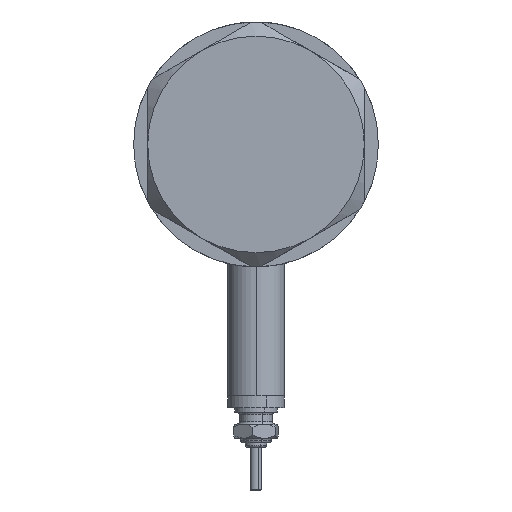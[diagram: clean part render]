
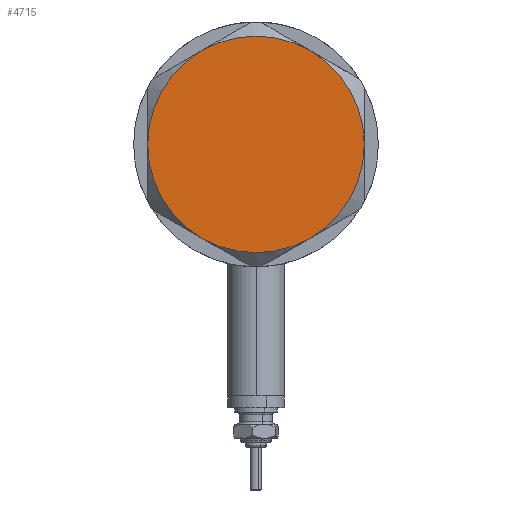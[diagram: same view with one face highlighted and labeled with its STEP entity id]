
A CAD part, left-side view. The second image highlights one B-rep face of the part: STEP entity #4715.
In plain terms, the highlighted face is planar.
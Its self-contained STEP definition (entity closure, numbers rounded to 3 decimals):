
#15 = AXIS2_PLACEMENT_3D ( 'NONE', #5987, #127, #220 ) ;
#127 = DIRECTION ( 'NONE',  ( 0., 0., 1. ) ) ;
#152 = ORIENTED_EDGE ( 'NONE', *, *, #1003, .T. ) ;
#220 = DIRECTION ( 'NONE',  ( 1., 0., 0. ) ) ;
#304 = CARTESIAN_POINT ( 'NONE',  ( -11.5, 19.919, 9. ) ) ;
#409 = CARTESIAN_POINT ( 'NONE',  ( 0., 0., 9. ) ) ;
#527 = ORIENTED_EDGE ( 'NONE', *, *, #4470, .T. ) ;
#529 = DIRECTION ( 'NONE',  ( 1., 0., 0. ) ) ;
#560 = EDGE_CURVE ( 'NONE', #3575, #2107, #3912, .T. ) ;
#576 = ORIENTED_EDGE ( 'NONE', *, *, #1038, .T. ) ;
#697 = CARTESIAN_POINT ( 'NONE',  ( 0., 0., 9. ) ) ;
#842 = CIRCLE ( 'NONE', #4421, 23. ) ;
#844 = DIRECTION ( 'NONE',  ( 0., 0., 1. ) ) ;
#892 = DIRECTION ( 'NONE',  ( 1., 0., 0. ) ) ;
#919 = CARTESIAN_POINT ( 'NONE',  ( -11.5, -19.919, 9. ) ) ;
#1003 = EDGE_CURVE ( 'NONE', #2107, #1867, #2786, .T. ) ;
#1038 = EDGE_CURVE ( 'NONE', #3870, #1281, #842, .T. ) ;
#1073 = DIRECTION ( 'NONE',  ( 0., 0., 1. ) ) ;
#1074 = CARTESIAN_POINT ( 'NONE',  ( 11.5, -19.919, 9. ) ) ;
#1267 = CIRCLE ( 'NONE', #2290, 23. ) ;
#1281 = VERTEX_POINT ( 'NONE', #919 ) ;
#1500 = VERTEX_POINT ( 'NONE', #1074 ) ;
#1627 = CARTESIAN_POINT ( 'NONE',  ( 0., 0., 9. ) ) ;
#1651 = AXIS2_PLACEMENT_3D ( 'NONE', #1986, #3949, #2018 ) ;
#1677 = AXIS2_PLACEMENT_3D ( 'NONE', #4122, #844, #5781 ) ;
#1761 = CARTESIAN_POINT ( 'NONE',  ( 11.5, 19.919, 9. ) ) ;
#1787 = CIRCLE ( 'NONE', #5474, 23. ) ;
#1847 = DIRECTION ( 'NONE',  ( 0., 0., 1. ) ) ;
#1867 = VERTEX_POINT ( 'NONE', #304 ) ;
#1986 = CARTESIAN_POINT ( 'NONE',  ( 0., 0., 9. ) ) ;
#2018 = DIRECTION ( 'NONE',  ( 1., 0., 0. ) ) ;
#2107 = VERTEX_POINT ( 'NONE', #1761 ) ;
#2161 = FACE_OUTER_BOUND ( 'NONE', #2334, .T. ) ;
#2290 = AXIS2_PLACEMENT_3D ( 'NONE', #3931, #1847, #892 ) ;
#2334 = EDGE_LOOP ( 'NONE', ( #527, #5911, #152, #6139, #576, #6118 ) ) ;
#2525 = CARTESIAN_POINT ( 'NONE',  ( 23., 0., 9. ) ) ;
#2661 = DIRECTION ( 'NONE',  ( 1., 0., 0. ) ) ;
#2768 = PLANE ( 'NONE',  #1677 ) ;
#2786 = CIRCLE ( 'NONE', #15, 23. ) ;
#3467 = CARTESIAN_POINT ( 'NONE',  ( -23., 0., 9. ) ) ;
#3575 = VERTEX_POINT ( 'NONE', #2525 ) ;
#3746 = CIRCLE ( 'NONE', #4776, 23. ) ;
#3841 = DIRECTION ( 'NONE',  ( 0., 0., 1. ) ) ;
#3870 = VERTEX_POINT ( 'NONE', #3467 ) ;
#3912 = CIRCLE ( 'NONE', #1651, 23. ) ;
#3931 = CARTESIAN_POINT ( 'NONE',  ( 0., 0., 9. ) ) ;
#3949 = DIRECTION ( 'NONE',  ( 0., 0., 1. ) ) ;
#4122 = CARTESIAN_POINT ( 'NONE',  ( 0., 0., 9. ) ) ;
#4388 = EDGE_CURVE ( 'NONE', #1867, #3870, #1267, .T. ) ;
#4421 = AXIS2_PLACEMENT_3D ( 'NONE', #1627, #5111, #2661 ) ;
#4470 = EDGE_CURVE ( 'NONE', #1500, #3575, #1787, .T. ) ;
#4715 = ADVANCED_FACE ( 'NONE', ( #2161 ), #2768, .T. ) ;
#4776 = AXIS2_PLACEMENT_3D ( 'NONE', #697, #1073, #6036 ) ;
#5111 = DIRECTION ( 'NONE',  ( 0., 0., 1. ) ) ;
#5474 = AXIS2_PLACEMENT_3D ( 'NONE', #409, #3841, #529 ) ;
#5725 = EDGE_CURVE ( 'NONE', #1281, #1500, #3746, .T. ) ;
#5781 = DIRECTION ( 'NONE',  ( 1., 0., 0. ) ) ;
#5911 = ORIENTED_EDGE ( 'NONE', *, *, #560, .T. ) ;
#5987 = CARTESIAN_POINT ( 'NONE',  ( 0., 0., 9. ) ) ;
#6036 = DIRECTION ( 'NONE',  ( 1., 0., 0. ) ) ;
#6118 = ORIENTED_EDGE ( 'NONE', *, *, #5725, .T. ) ;
#6139 = ORIENTED_EDGE ( 'NONE', *, *, #4388, .T. ) ;
